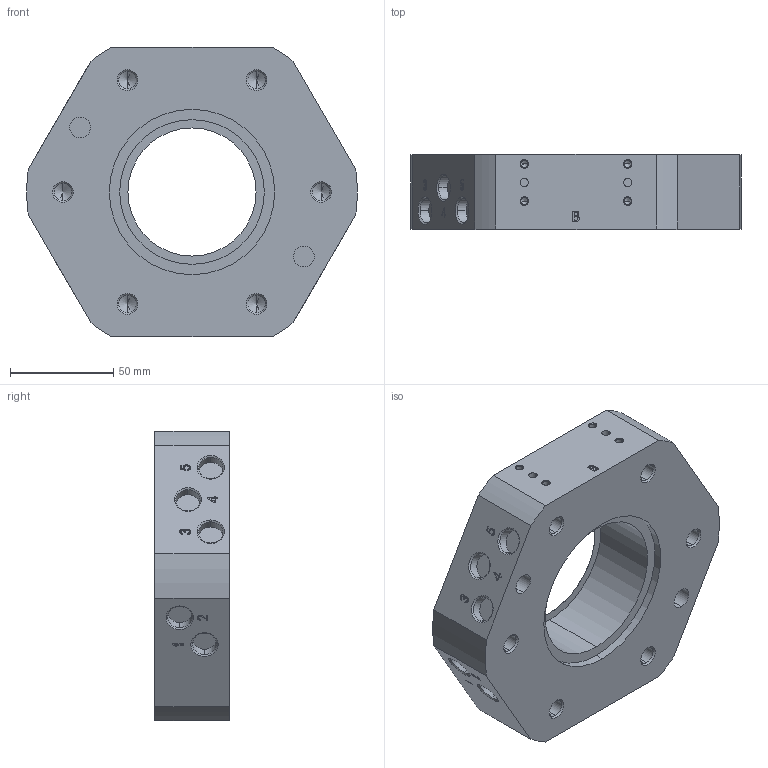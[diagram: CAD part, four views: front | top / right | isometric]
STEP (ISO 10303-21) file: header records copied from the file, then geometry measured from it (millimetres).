
FILE_DESCRIPTION (( 'STEP AP203' ), '1' );
FILE_NAME ('QTC100-T.STEP', '2025-08-18T01:07:52', ( 'USER-' ), ( 'Microsoft' ), 'SwSTEP 2.0', 'SolidWorks 2018', '' );
FILE_SCHEMA (( 'CONFIG_CONTROL_DESIGN' ));
Length unit declared in the file: millimetre
Products named in the file (4): QTC100-T; QTC100-T-10 譫攫翋釱; QTC100-T-09 結遠; QTC100-T-11 譫攫詩杶
Assembly tree (4 placements, depth 2):
  QTC100-T
    QTC100-T-09 結遠
    QTC100-T-10 譫攫翋釱
    QTC100-T-11 譫攫詩杶  x2
Bounding box: 159.84 x 36.1 x 140 mm (x, y, z)
Volume: 487876.2 mm3; surface area: 73379.4 mm2
Topology: 4 solids, 4 shells, 311 faces, 721 edges, 440 vertices
Faces by surface type: plane 111, cylinder 86, cone 80, bspline 34
Entity records: 12313 total; most frequent: CARTESIAN_POINT 5199, DIRECTION 1365, ORIENTED_EDGE 1346, EDGE_CURVE 673, AXIS2_PLACEMENT_3D 486, VERTEX_POINT 428, LINE 393, VECTOR 393
